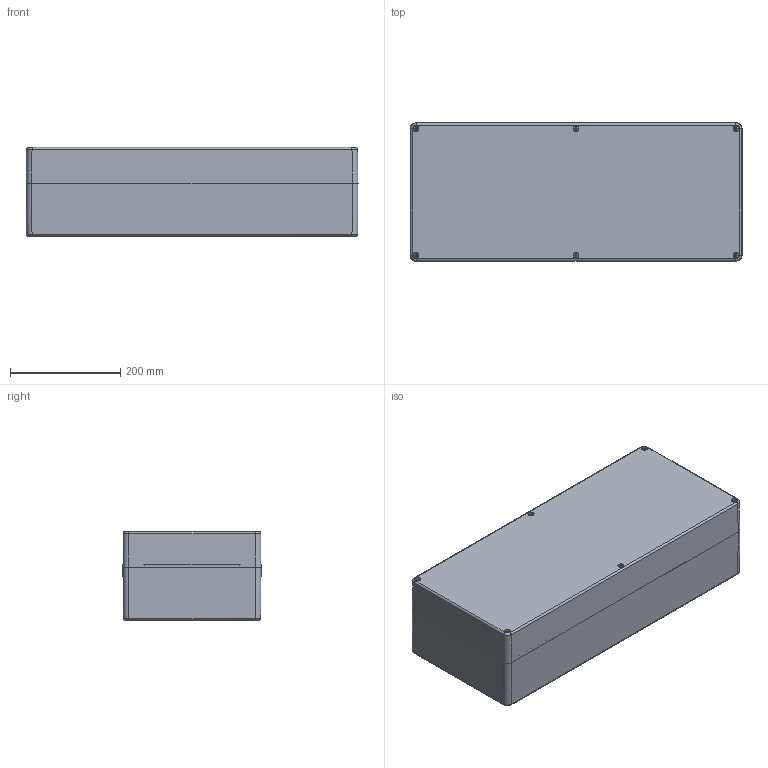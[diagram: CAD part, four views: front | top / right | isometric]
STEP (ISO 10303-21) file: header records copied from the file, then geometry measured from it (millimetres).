
FILE_DESCRIPTION (( 'STEP AP214' ), '1' );
FILE_NAME ('1590ZGRP264BK.STEP', '2021-09-09T11:43:06', ( '' ), ( '' ), 'SwSTEP 2.0', 'SolidWorks 2021', '' );
FILE_SCHEMA (( 'AUTOMOTIVE_DESIGN' ));
Length unit declared in the file: inch
Products named in the file (1): 1590ZGRP264BK
Bounding box: 601.19 x 250.19 x 161.5 mm (x, y, z)
Volume: 3744024.3 mm3; surface area: 1187667.8 mm2
Topology: 9 solids, 9 shells, 619 faces, 1560 edges, 1012 vertices
Faces by surface type: plane 321, cylinder 134, cone 88, bspline 68, torus 8
Full cylindrical faces by diameter (mm): 4.3 x10, 4.917 x12, 5.23 x6, 5.81 x6, 6 x6, 6.4 x6, 6.6 x4, 6.8 x4, 10.8 x6
Entity records: 21042 total; most frequent: CARTESIAN_POINT 6792, ORIENTED_EDGE 2886, DIRECTION 2800, EDGE_CURVE 1443, AXIS2_PLACEMENT_3D 1033, VERTEX_POINT 993, EDGE_LOOP 792, VECTOR 734
